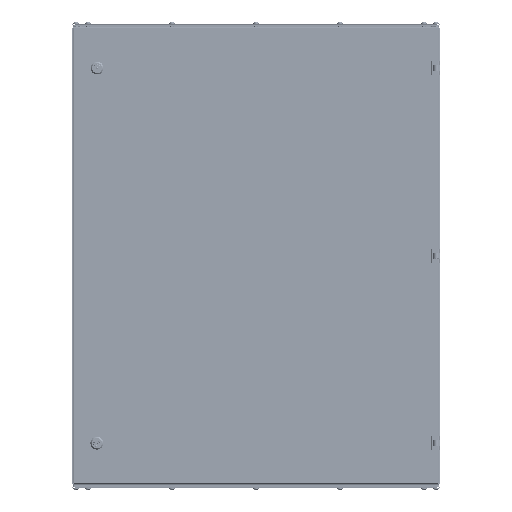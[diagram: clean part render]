
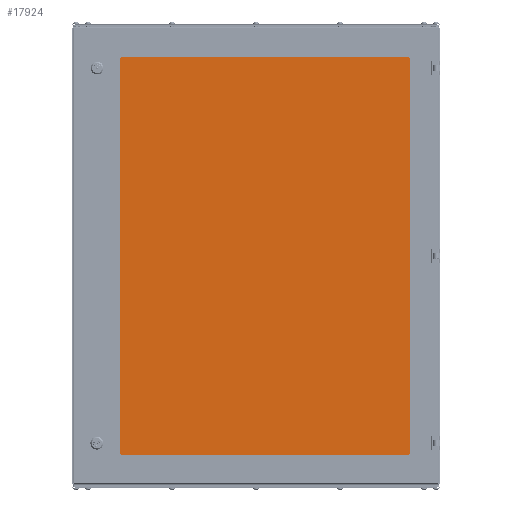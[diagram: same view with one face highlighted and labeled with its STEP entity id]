
A CAD part, top view. The second image highlights one B-rep face of the part: STEP entity #17924.
In plain terms, the highlighted planar face has unit normal (0, 0, 1).
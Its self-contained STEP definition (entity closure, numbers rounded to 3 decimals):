
#1316 = DIRECTION ( 'NONE',  ( 0., 0., 1. ) ) ;
#1958 = DIRECTION ( 'NONE',  ( 0., 0., 1. ) ) ;
#4477 = ORIENTED_EDGE ( 'NONE', *, *, #71845, .T. ) ;
#7094 = EDGE_CURVE ( 'NONE', #88876, #9927, #56675, .T. ) ;
#8124 = CARTESIAN_POINT ( 'NONE',  ( 317.75, -435.5, 4. ) ) ;
#9901 = VERTEX_POINT ( 'NONE', #87099 ) ;
#9927 = VERTEX_POINT ( 'NONE', #45345 ) ;
#10100 = CARTESIAN_POINT ( 'NONE',  ( -327.75, -445.5, 4. ) ) ;
#11297 = ORIENTED_EDGE ( 'NONE', *, *, #49135, .T. ) ;
#11662 = CARTESIAN_POINT ( 'NONE',  ( -327.75, -445.5, 4. ) ) ;
#12272 = VERTEX_POINT ( 'NONE', #75775 ) ;
#13387 = VECTOR ( 'NONE', #80235, 1000. ) ;
#15405 = LINE ( 'NONE', #56674, #52879 ) ;
#17566 = CARTESIAN_POINT ( 'NONE',  ( 0., 0., 4. ) ) ;
#17924 = ADVANCED_FACE ( 'NONE', ( #65278 ), #24018, .F. ) ;
#18806 = ORIENTED_EDGE ( 'NONE', *, *, #28904, .T. ) ;
#18884 = VERTEX_POINT ( 'NONE', #45764 ) ;
#21651 = CARTESIAN_POINT ( 'NONE',  ( -317.75, -435.5, 4. ) ) ;
#22429 = ORIENTED_EDGE ( 'NONE', *, *, #38238, .T. ) ;
#23967 = CIRCLE ( 'NONE', #47375, 10. ) ;
#24018 = PLANE ( 'NONE',  #86487 ) ;
#24106 = VERTEX_POINT ( 'NONE', #88712 ) ;
#24700 = VERTEX_POINT ( 'NONE', #88064 ) ;
#24919 = VECTOR ( 'NONE', #63575, 1000. ) ;
#27164 = ORIENTED_EDGE ( 'NONE', *, *, #7094, .T. ) ;
#28385 = CARTESIAN_POINT ( 'NONE',  ( 317.75, 435.5, 4. ) ) ;
#28904 = EDGE_CURVE ( 'NONE', #24106, #24700, #75882, .T. ) ;
#30623 = CIRCLE ( 'NONE', #34993, 10. ) ;
#30679 = ORIENTED_EDGE ( 'NONE', *, *, #88850, .T. ) ;
#31063 = ORIENTED_EDGE ( 'NONE', *, *, #39456, .T. ) ;
#33012 = DIRECTION ( 'NONE',  ( -1., 0., 0. ) ) ;
#34993 = AXIS2_PLACEMENT_3D ( 'NONE', #48621, #41266, #33012 ) ;
#36077 = DIRECTION ( 'NONE',  ( 0., 0., 1. ) ) ;
#36344 = AXIS2_PLACEMENT_3D ( 'NONE', #21651, #1958, #49625 ) ;
#38238 = EDGE_CURVE ( 'NONE', #18884, #88876, #23967, .T. ) ;
#38537 = AXIS2_PLACEMENT_3D ( 'NONE', #8124, #36077, #64043 ) ;
#38929 = EDGE_CURVE ( 'NONE', #12272, #24106, #65572, .T. ) ;
#39456 = EDGE_CURVE ( 'NONE', #54709, #18884, #15405, .T. ) ;
#41266 = DIRECTION ( 'NONE',  ( 0., 0., 1. ) ) ;
#42911 = DIRECTION ( 'NONE',  ( 0., 1., 0. ) ) ;
#42992 = DIRECTION ( 'NONE',  ( -1., 0., 0. ) ) ;
#45066 = DIRECTION ( 'NONE',  ( -1., 0., 0. ) ) ;
#45345 = CARTESIAN_POINT ( 'NONE',  ( -317.75, 445.5, 4. ) ) ;
#45764 = CARTESIAN_POINT ( 'NONE',  ( 327.75, 435.5, 4. ) ) ;
#47375 = AXIS2_PLACEMENT_3D ( 'NONE', #28385, #1316, #42992 ) ;
#48621 = CARTESIAN_POINT ( 'NONE',  ( -317.75, 435.5, 4. ) ) ;
#49135 = EDGE_CURVE ( 'NONE', #9927, #12272, #30623, .T. ) ;
#49625 = DIRECTION ( 'NONE',  ( -1., 0., 0. ) ) ;
#52879 = VECTOR ( 'NONE', #42911, 1000. ) ;
#54709 = VERTEX_POINT ( 'NONE', #57878 ) ;
#56674 = CARTESIAN_POINT ( 'NONE',  ( 327.75, -445.5, 4. ) ) ;
#56675 = LINE ( 'NONE', #70463, #24919 ) ;
#57878 = CARTESIAN_POINT ( 'NONE',  ( 327.75, -435.5, 4. ) ) ;
#59294 = DIRECTION ( 'NONE',  ( 0., 0., -1. ) ) ;
#61850 = EDGE_LOOP ( 'NONE', ( #4477, #30679, #31063, #22429, #27164, #11297, #87258, #18806 ) ) ;
#63575 = DIRECTION ( 'NONE',  ( -1., 0., 0. ) ) ;
#64043 = DIRECTION ( 'NONE',  ( -1., 0., 0. ) ) ;
#65278 = FACE_OUTER_BOUND ( 'NONE', #61850, .T. ) ;
#65572 = LINE ( 'NONE', #10100, #13387 ) ;
#69346 = CIRCLE ( 'NONE', #38537, 10. ) ;
#70463 = CARTESIAN_POINT ( 'NONE',  ( -327.75, 445.5, 4. ) ) ;
#71845 = EDGE_CURVE ( 'NONE', #24700, #9901, #80456, .T. ) ;
#75775 = CARTESIAN_POINT ( 'NONE',  ( -327.75, 435.5, 4. ) ) ;
#75882 = CIRCLE ( 'NONE', #36344, 10. ) ;
#80109 = VECTOR ( 'NONE', #81339, 1000. ) ;
#80235 = DIRECTION ( 'NONE',  ( 0., -1., 0. ) ) ;
#80456 = LINE ( 'NONE', #11662, #80109 ) ;
#81339 = DIRECTION ( 'NONE',  ( 1., 0., 0. ) ) ;
#83338 = CARTESIAN_POINT ( 'NONE',  ( 317.75, 445.5, 4. ) ) ;
#86487 = AXIS2_PLACEMENT_3D ( 'NONE', #17566, #59294, #45066 ) ;
#87099 = CARTESIAN_POINT ( 'NONE',  ( 317.75, -445.5, 4. ) ) ;
#87258 = ORIENTED_EDGE ( 'NONE', *, *, #38929, .T. ) ;
#88064 = CARTESIAN_POINT ( 'NONE',  ( -317.75, -445.5, 4. ) ) ;
#88712 = CARTESIAN_POINT ( 'NONE',  ( -327.75, -435.5, 4. ) ) ;
#88850 = EDGE_CURVE ( 'NONE', #9901, #54709, #69346, .T. ) ;
#88876 = VERTEX_POINT ( 'NONE', #83338 ) ;
